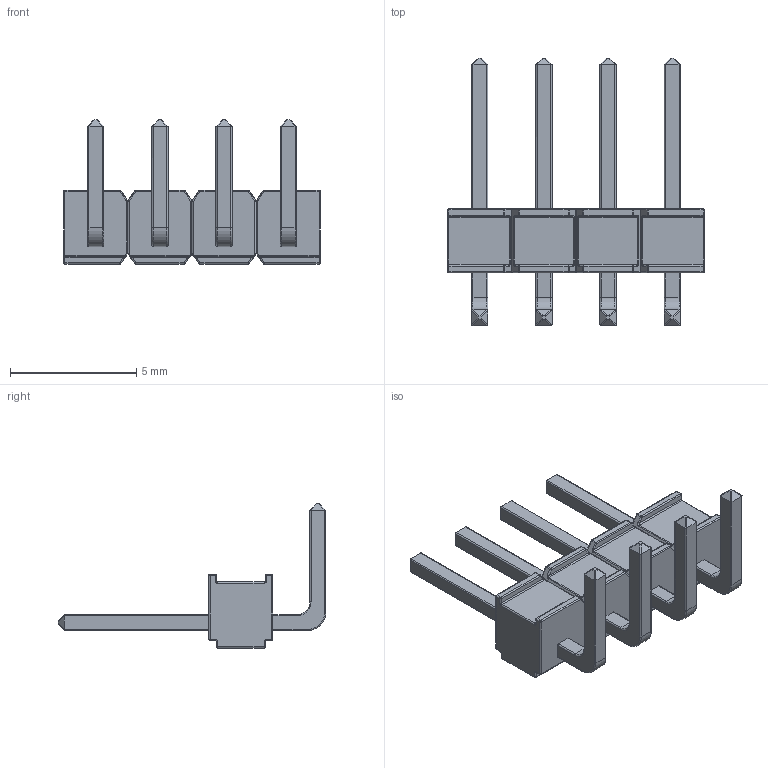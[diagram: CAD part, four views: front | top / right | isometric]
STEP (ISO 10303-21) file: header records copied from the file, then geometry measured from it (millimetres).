
FILE_DESCRIPTION (( 'STEP AP214' ), '1' );
FILE_NAME ('929648-01-04.STEP', '2017-12-22T19:31:50', ( '' ), ( '' ), 'SwSTEP 2.0', 'SolidWorks 2014', '' );
FILE_SCHEMA (( 'AUTOMOTIVE_DESIGN' ));
Length unit declared in the file: millimetre
Products named in the file (4): 648-01-end-left; 648-01-middle-Pin; 648-01-End-Pin; 929648-01-04
Assembly tree (4 placements, depth 2):
  929648-01-04
    648-01-End-Pin
    648-01-middle-Pin  x2
    648-01-end-left
Bounding box: 10.16 x 10.61 x 5.71 mm (x, y, z)
Volume: 86.2 mm3; surface area: 278.1 mm2
Topology: 4 solids, 4 shells, 552 faces, 1336 edges, 712 vertices
Faces by surface type: cylinder 268, plane 148, sphere 88, torus 24, bspline 24
Entity records: 15906 total; most frequent: CARTESIAN_POINT 2427, DIRECTION 1922, ORIENTED_EDGE 1848, EDGE_CURVE 924, AXIS2_PLACEMENT_3D 727, VERTEX_POINT 528, LINE 468, VECTOR 468
